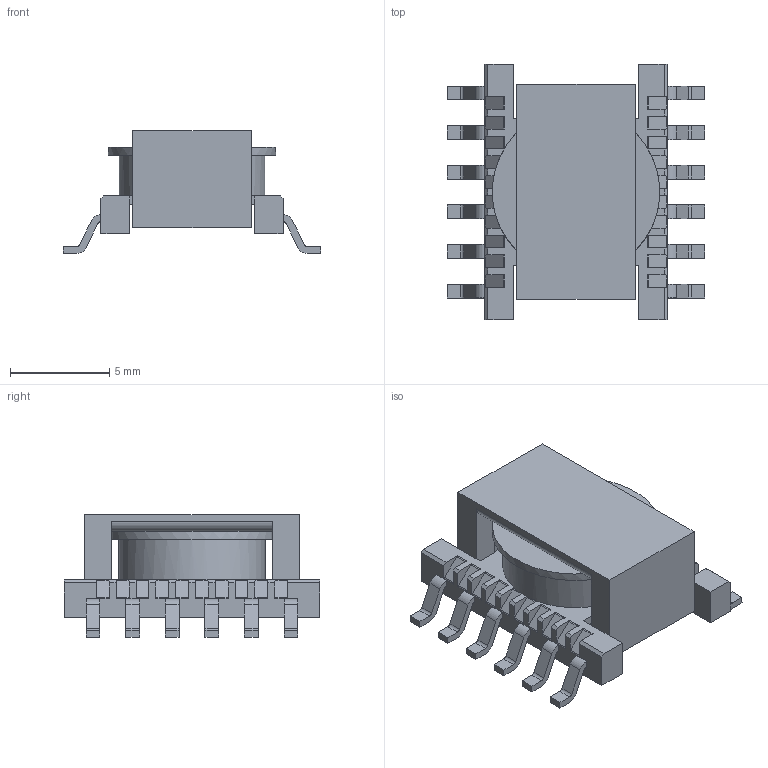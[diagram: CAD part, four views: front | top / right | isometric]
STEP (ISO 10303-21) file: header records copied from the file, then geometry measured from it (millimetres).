
FILE_DESCRIPTION(/* description */ ('Unknown'),/* implementation_level */ '2;1');
FILE_NAME(/* name */ 'T_Wurth_WE-PoE-ER11_5',/* time_stamp */ '2025-10-22T10:46:13+08:00',/* author */ ('Unknown'),/* organization */ ('Unknown'),/* preprocessor_version */ 'ST-DEVELOPER v19.4',/* originating_system */ 'Solid Edge',/* authorisation */ 'Unknown');
FILE_SCHEMA (('AUTOMOTIVE_DESIGN {1 0 10303 214 3 1 1}'));
Length unit declared in the file: millimetre
Products named in the file (2): T_Wurth_WE-PoE-ER11_5
Assembly tree (1 placements, depth 2):
  T_Wurth_WE-PoE-ER11_5
    T_Wurth_WE-PoE-ER11_5
Bounding box: 13 x 12.9 x 6.2 mm (x, y, z)
Volume: 362.4 mm3; surface area: 798.2 mm2
Topology: 1 solids, 1 shells, 306 faces, 858 edges, 568 vertices
Faces by surface type: plane 206, cylinder 100
Full cylindrical faces by diameter (mm): 4.25 x1, 4.45 x1, 7.4 x1, 8.45 x1
Entity records: 11991 total; most frequent: CARTESIAN_POINT 1726, ORIENTED_EDGE 1704, DIRECTION 1678, EDGE_CURVE 852, LINE 642, VECTOR 642, VERTEX_POINT 566, AXIS2_PLACEMENT_3D 518
